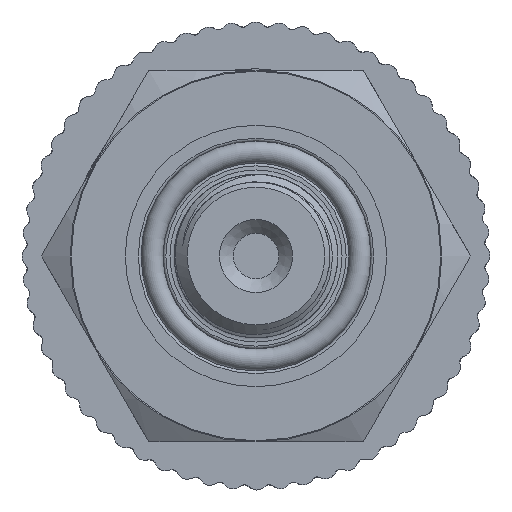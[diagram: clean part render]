
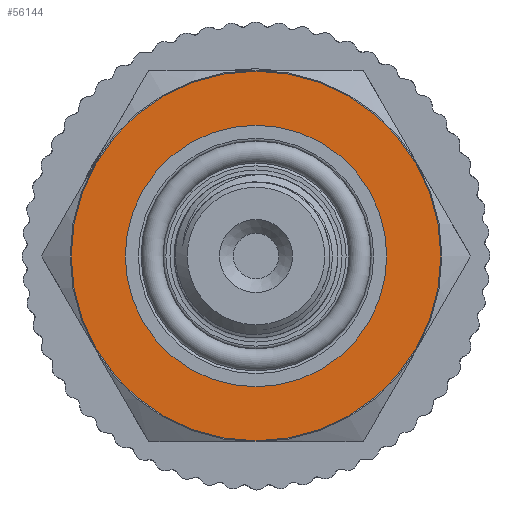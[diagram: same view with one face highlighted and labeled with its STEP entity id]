
A CAD part, left-side view. The second image highlights one B-rep face of the part: STEP entity #56144.
In plain terms, the highlighted planar face has unit normal (-1, 0, 0).
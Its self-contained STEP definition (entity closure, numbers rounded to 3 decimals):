
#5087=PLANE('',#59549);
#7236=FACE_BOUND('',#11846,.T.);
#8284=FACE_OUTER_BOUND('',#11845,.T.);
#11845=EDGE_LOOP('',(#39073));
#11846=EDGE_LOOP('',(#39074));
#15502=CIRCLE('',#59550,13.425);
#15503=CIRCLE('',#59551,9.5);
#23020=VERTEX_POINT('',#95817);
#23021=VERTEX_POINT('',#95819);
#29207=EDGE_CURVE('',#23020,#23020,#15502,.T.);
#29208=EDGE_CURVE('',#23021,#23021,#15503,.T.);
#39073=ORIENTED_EDGE('',*,*,#29207,.F.);
#39074=ORIENTED_EDGE('',*,*,#29208,.T.);
#56144=ADVANCED_FACE('',(#8284,#7236),#5087,.F.);
#59549=AXIS2_PLACEMENT_3D('',#95816,#67729,#67730);
#59550=AXIS2_PLACEMENT_3D('',#95818,#67731,#67732);
#59551=AXIS2_PLACEMENT_3D('',#95820,#67733,#67734);
#67729=DIRECTION('center_axis',(1.,0.,0.));
#67730=DIRECTION('ref_axis',(0.,0.,-1.));
#67731=DIRECTION('center_axis',(1.,0.,0.));
#67732=DIRECTION('ref_axis',(0.,1.,0.));
#67733=DIRECTION('center_axis',(1.,0.,0.));
#67734=DIRECTION('ref_axis',(0.,0.,-1.));
#95816=CARTESIAN_POINT('Origin',(-48.,9.5,0.));
#95817=CARTESIAN_POINT('',(-48.,-13.425,0.));
#95818=CARTESIAN_POINT('Origin',(-48.,0.,0.));
#95819=CARTESIAN_POINT('',(-48.,-9.5,0.));
#95820=CARTESIAN_POINT('Origin',(-48.,0.,0.));
